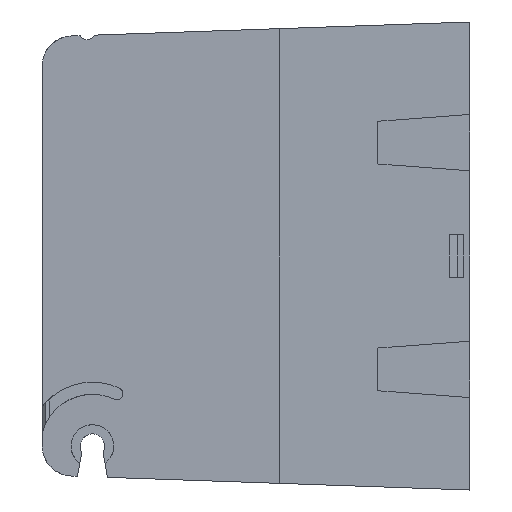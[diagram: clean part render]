
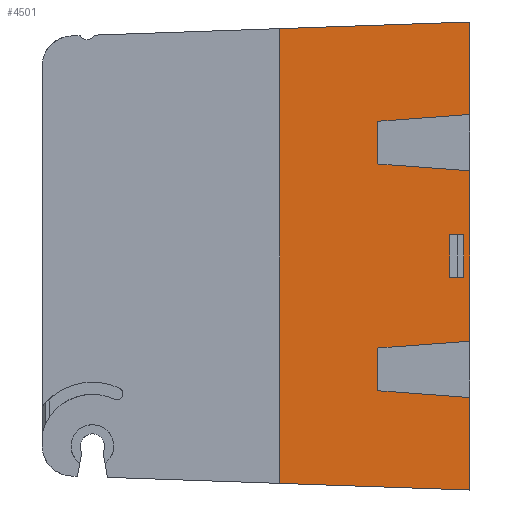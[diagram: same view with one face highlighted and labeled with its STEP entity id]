
A CAD part, left-side view. The second image highlights one B-rep face of the part: STEP entity #4501.
In plain terms, the highlighted planar face has unit normal (1, 0, 0).
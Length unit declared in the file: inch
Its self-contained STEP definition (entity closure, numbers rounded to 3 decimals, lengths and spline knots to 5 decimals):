
#104 = EDGE_CURVE ( 'NONE', #12544, #14359, #8388, .T. ) ;
#404 = DIRECTION ( 'NONE',  ( 0., -0.997, 0.074 ) ) ;
#566 = EDGE_CURVE ( 'NONE', #12036, #20350, #9635, .T. ) ;
#743 = EDGE_CURVE ( 'NONE', #14603, #4212, #5826, .T. ) ;
#912 = EDGE_CURVE ( 'NONE', #9026, #12544, #12125, .T. ) ;
#1105 = EDGE_CURVE ( 'NONE', #6736, #12036, #3723, .T. ) ;
#1380 = DIRECTION ( 'NONE',  ( 0., 0., 1. ) ) ;
#1446 = VECTOR ( 'NONE', #14112, 39.37008 ) ;
#1540 = CARTESIAN_POINT ( 'NONE',  ( -0.465, 0., 1.53756 ) ) ;
#1571 = VECTOR ( 'NONE', #15260, 39.37008 ) ;
#1820 = EDGE_CURVE ( 'NONE', #20160, #6736, #8963, .T. ) ;
#1978 = VERTEX_POINT ( 'NONE', #9032 ) ;
#2288 = LINE ( 'NONE', #15770, #6620 ) ;
#2329 = CARTESIAN_POINT ( 'NONE',  ( -0.465, 0.133, -0.5 ) ) ;
#2502 = EDGE_CURVE ( 'NONE', #12494, #9268, #5657, .T. ) ;
#2755 = DIRECTION ( 'NONE',  ( 0., 0.997, 0.074 ) ) ;
#3037 = LINE ( 'NONE', #14091, #15409 ) ;
#3048 = EDGE_CURVE ( 'NONE', #1978, #12494, #7305, .T. ) ;
#3117 = ORIENTED_EDGE ( 'NONE', *, *, #10084, .F. ) ;
#3127 = PLANE ( 'NONE',  #4078 ) ;
#3338 = CARTESIAN_POINT ( 'NONE',  ( -0.465, 0.594, -0.14 ) ) ;
#3576 = DIRECTION ( 'NONE',  ( 0., 0., 1. ) ) ;
#3702 = DIRECTION ( 'NONE',  ( 0., -1., 0. ) ) ;
#3723 = LINE ( 'NONE', #8617, #20248 ) ;
#3860 = CARTESIAN_POINT ( 'NONE',  ( -0.465, 0.133, -0.14 ) ) ;
#3980 = ORIENTED_EDGE ( 'NONE', *, *, #2502, .F. ) ;
#4078 = AXIS2_PLACEMENT_3D ( 'NONE', #4854, #16094, #6487 ) ;
#4149 = ORIENTED_EDGE ( 'NONE', *, *, #4775, .F. ) ;
#4166 = LINE ( 'NONE', #2329, #1571 ) ;
#4212 = VERTEX_POINT ( 'NONE', #8762 ) ;
#4501 = ADVANCED_FACE ( 'NONE', ( #12071, #20464 ), #3127, .F. ) ;
#4510 = CARTESIAN_POINT ( 'NONE',  ( -0.465, 0., 0.56 ) ) ;
#4639 = VECTOR ( 'NONE', #13915, 39.37008 ) ;
#4744 = ORIENTED_EDGE ( 'NONE', *, *, #3048, .F. ) ;
#4775 = EDGE_CURVE ( 'NONE', #9268, #20160, #16990, .T. ) ;
#4819 = CARTESIAN_POINT ( 'NONE',  ( -0.465, 0.604, 0.60477 ) ) ;
#4854 = CARTESIAN_POINT ( 'NONE',  ( -0.465, 0.594, -0.5 ) ) ;
#4909 = CARTESIAN_POINT ( 'NONE',  ( -0.465, 0.604, -0.5 ) ) ;
#5191 = CARTESIAN_POINT ( 'NONE',  ( -0.465, 0., -1.53756 ) ) ;
#5361 = CARTESIAN_POINT ( 'NONE',  ( -0.465, 0.604, 0.88523 ) ) ;
#5436 = CARTESIAN_POINT ( 'NONE',  ( -0.465, 0.133, 0.14 ) ) ;
#5499 = VERTEX_POINT ( 'NONE', #3860 ) ;
#5610 = CARTESIAN_POINT ( 'NONE',  ( -0.465, 1.25, -1.49391 ) ) ;
#5657 = LINE ( 'NONE', #18867, #9453 ) ;
#5750 = ORIENTED_EDGE ( 'NONE', *, *, #7630, .F. ) ;
#5826 = LINE ( 'NONE', #14419, #1446 ) ;
#6180 = VECTOR ( 'NONE', #14687, 39.37008 ) ;
#6487 = DIRECTION ( 'NONE',  ( 0., 0., 1. ) ) ;
#6620 = VECTOR ( 'NONE', #19024, 39.37008 ) ;
#6736 = VERTEX_POINT ( 'NONE', #4819 ) ;
#6747 = LINE ( 'NONE', #3338, #19000 ) ;
#7094 = DIRECTION ( 'NONE',  ( 0., 0., 1. ) ) ;
#7305 = LINE ( 'NONE', #4909, #19523 ) ;
#7309 = CARTESIAN_POINT ( 'NONE',  ( -0.465, 0., 1.4375 ) ) ;
#7630 = EDGE_CURVE ( 'NONE', #4212, #9026, #18854, .T. ) ;
#7984 = VECTOR ( 'NONE', #19875, 39.37008 ) ;
#8192 = DIRECTION ( 'NONE',  ( 0., 1., 0. ) ) ;
#8388 = LINE ( 'NONE', #7309, #20088 ) ;
#8617 = CARTESIAN_POINT ( 'NONE',  ( -0.465, 0.604, -0.5 ) ) ;
#8762 = CARTESIAN_POINT ( 'NONE',  ( -0.465, 1.25, 1.49391 ) ) ;
#8963 = LINE ( 'NONE', #14291, #4639 ) ;
#9026 = VERTEX_POINT ( 'NONE', #5610 ) ;
#9032 = CARTESIAN_POINT ( 'NONE',  ( -0.465, 0.604, -0.88523 ) ) ;
#9268 = VERTEX_POINT ( 'NONE', #11917 ) ;
#9453 = VECTOR ( 'NONE', #19222, 39.37008 ) ;
#9635 = LINE ( 'NONE', #14951, #13416 ) ;
#10012 = CARTESIAN_POINT ( 'NONE',  ( -0.465, 0.604, -0.60477 ) ) ;
#10084 = EDGE_CURVE ( 'NONE', #20350, #14603, #2288, .T. ) ;
#10227 = VERTEX_POINT ( 'NONE', #5436 ) ;
#10393 = VECTOR ( 'NONE', #3702, 39.37008 ) ;
#10992 = LINE ( 'NONE', #13108, #6180 ) ;
#11024 = VERTEX_POINT ( 'NONE', #12604 ) ;
#11496 = CARTESIAN_POINT ( 'NONE',  ( -0.465, 0.00349, -1.53744 ) ) ;
#11528 = DIRECTION ( 'NONE',  ( 0., -0.999, -0.035 ) ) ;
#11751 = ORIENTED_EDGE ( 'NONE', *, *, #104, .F. ) ;
#11917 = CARTESIAN_POINT ( 'NONE',  ( -0.465, 0., -0.56 ) ) ;
#12036 = VERTEX_POINT ( 'NONE', #5361 ) ;
#12071 = FACE_BOUND ( 'NONE', #16607, .T. ) ;
#12125 = LINE ( 'NONE', #11496, #16331 ) ;
#12134 = CARTESIAN_POINT ( 'NONE',  ( -0.465, 0., 0.93 ) ) ;
#12338 = ORIENTED_EDGE ( 'NONE', *, *, #566, .F. ) ;
#12494 = VERTEX_POINT ( 'NONE', #10012 ) ;
#12544 = VERTEX_POINT ( 'NONE', #5191 ) ;
#12604 = CARTESIAN_POINT ( 'NONE',  ( -0.465, 0.04, 0.14 ) ) ;
#13108 = CARTESIAN_POINT ( 'NONE',  ( -0.465, 0.04, -0.5 ) ) ;
#13296 = ORIENTED_EDGE ( 'NONE', *, *, #743, .F. ) ;
#13416 = VECTOR ( 'NONE', #404, 39.37008 ) ;
#13519 = ORIENTED_EDGE ( 'NONE', *, *, #16873, .F. ) ;
#13915 = DIRECTION ( 'NONE',  ( 0., 0.997, 0.074 ) ) ;
#14091 = CARTESIAN_POINT ( 'NONE',  ( -0.465, 0., -0.93 ) ) ;
#14112 = DIRECTION ( 'NONE',  ( 0., 0.999, -0.035 ) ) ;
#14291 = CARTESIAN_POINT ( 'NONE',  ( -0.465, 0., 0.56 ) ) ;
#14359 = VERTEX_POINT ( 'NONE', #15144 ) ;
#14419 = CARTESIAN_POINT ( 'NONE',  ( -0.465, 0.00349, 1.53744 ) ) ;
#14440 = ORIENTED_EDGE ( 'NONE', *, *, #14890, .F. ) ;
#14603 = VERTEX_POINT ( 'NONE', #1540 ) ;
#14650 = VECTOR ( 'NONE', #19381, 39.37008 ) ;
#14687 = DIRECTION ( 'NONE',  ( 0., 0., -1. ) ) ;
#14890 = EDGE_CURVE ( 'NONE', #5499, #10227, #4166, .T. ) ;
#14951 = CARTESIAN_POINT ( 'NONE',  ( -0.465, 0.604, 0.88523 ) ) ;
#14972 = CARTESIAN_POINT ( 'NONE',  ( -0.465, 0.594, 0.14 ) ) ;
#15144 = CARTESIAN_POINT ( 'NONE',  ( -0.465, 0., -0.93 ) ) ;
#15260 = DIRECTION ( 'NONE',  ( 0., 0., 1. ) ) ;
#15409 = VECTOR ( 'NONE', #2755, 39.37008 ) ;
#15770 = CARTESIAN_POINT ( 'NONE',  ( -0.465, 0., 1.4375 ) ) ;
#15834 = EDGE_CURVE ( 'NONE', #19889, #5499, #6747, .T. ) ;
#16094 = DIRECTION ( 'NONE',  ( -1., 0., 0. ) ) ;
#16331 = VECTOR ( 'NONE', #11528, 39.37008 ) ;
#16607 = EDGE_LOOP ( 'NONE', ( #14440, #19861, #13519, #16673 ) ) ;
#16673 = ORIENTED_EDGE ( 'NONE', *, *, #17819, .F. ) ;
#16700 = EDGE_LOOP ( 'NONE', ( #20008, #11751, #19735, #5750, #13296, #3117, #12338, #18721, #19081, #4149, #3980, #4744 ) ) ;
#16873 = EDGE_CURVE ( 'NONE', #11024, #19889, #10992, .T. ) ;
#16990 = LINE ( 'NONE', #18313, #7984 ) ;
#17805 = CARTESIAN_POINT ( 'NONE',  ( -0.465, 1.25, 3.60036 ) ) ;
#17819 = EDGE_CURVE ( 'NONE', #10227, #11024, #19338, .T. ) ;
#18313 = CARTESIAN_POINT ( 'NONE',  ( -0.465, 0., 1.4375 ) ) ;
#18721 = ORIENTED_EDGE ( 'NONE', *, *, #1105, .F. ) ;
#18854 = LINE ( 'NONE', #17805, #14650 ) ;
#18867 = CARTESIAN_POINT ( 'NONE',  ( -0.465, 0.604, -0.60477 ) ) ;
#19000 = VECTOR ( 'NONE', #8192, 39.37008 ) ;
#19024 = DIRECTION ( 'NONE',  ( 0., 0., 1. ) ) ;
#19081 = ORIENTED_EDGE ( 'NONE', *, *, #1820, .F. ) ;
#19125 = EDGE_CURVE ( 'NONE', #14359, #1978, #3037, .T. ) ;
#19222 = DIRECTION ( 'NONE',  ( 0., -0.997, 0.074 ) ) ;
#19338 = LINE ( 'NONE', #14972, #10393 ) ;
#19381 = DIRECTION ( 'NONE',  ( 0., 0., -1. ) ) ;
#19523 = VECTOR ( 'NONE', #3576, 39.37008 ) ;
#19670 = CARTESIAN_POINT ( 'NONE',  ( -0.465, 0.04, -0.14 ) ) ;
#19735 = ORIENTED_EDGE ( 'NONE', *, *, #912, .F. ) ;
#19861 = ORIENTED_EDGE ( 'NONE', *, *, #15834, .F. ) ;
#19875 = DIRECTION ( 'NONE',  ( 0., 0., 1. ) ) ;
#19889 = VERTEX_POINT ( 'NONE', #19670 ) ;
#20008 = ORIENTED_EDGE ( 'NONE', *, *, #19125, .F. ) ;
#20088 = VECTOR ( 'NONE', #7094, 39.37008 ) ;
#20160 = VERTEX_POINT ( 'NONE', #4510 ) ;
#20248 = VECTOR ( 'NONE', #1380, 39.37008 ) ;
#20350 = VERTEX_POINT ( 'NONE', #12134 ) ;
#20464 = FACE_OUTER_BOUND ( 'NONE', #16700, .T. ) ;
